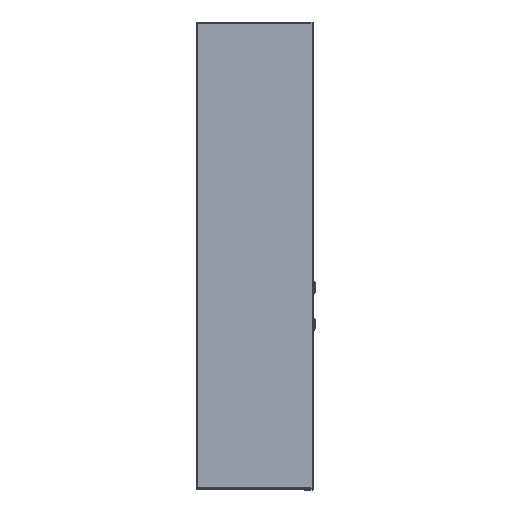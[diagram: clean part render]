
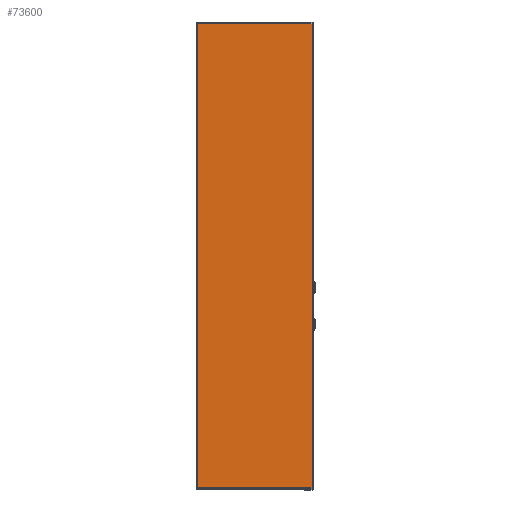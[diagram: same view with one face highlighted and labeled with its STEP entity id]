
A CAD part, top view. The second image highlights one B-rep face of the part: STEP entity #73600.
In plain terms, the highlighted face is planar.
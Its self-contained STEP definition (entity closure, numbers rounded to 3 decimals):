
#6581 = CARTESIAN_POINT ( 'NONE',  ( -4678.5, 0., 217.7 ) ) ;
#7383 = DIRECTION ( 'NONE',  ( 0., 0., -1. ) ) ;
#8114 = CARTESIAN_POINT ( 'NONE',  ( 0., 0., 220. ) ) ;
#9456 = VECTOR ( 'NONE', #39387, 1000. ) ;
#10850 = EDGE_CURVE ( 'NONE', #13211, #33748, #67918, .T. ) ;
#11457 = CARTESIAN_POINT ( 'NONE',  ( 874.4, 0., 2.3 ) ) ;
#13114 = VERTEX_POINT ( 'NONE', #38752 ) ;
#13211 = VERTEX_POINT ( 'NONE', #34264 ) ;
#15893 = ORIENTED_EDGE ( 'NONE', *, *, #16193, .T. ) ;
#16193 = EDGE_CURVE ( 'NONE', #49860, #33748, #27696, .T. ) ;
#16321 = VECTOR ( 'NONE', #62897, 1000. ) ;
#16562 = CARTESIAN_POINT ( 'NONE',  ( -4678.5, 0., 2.3 ) ) ;
#17447 = FACE_OUTER_BOUND ( 'NONE', #67473, .T. ) ;
#18196 = VERTEX_POINT ( 'NONE', #39116 ) ;
#22342 = DIRECTION ( 'NONE',  ( 0., 1., 0. ) ) ;
#23521 = CARTESIAN_POINT ( 'NONE',  ( -4678.5, 0., 217.7 ) ) ;
#25328 = ORIENTED_EDGE ( 'NONE', *, *, #64558, .T. ) ;
#25379 = LINE ( 'NONE', #8114, #47152 ) ;
#27696 = LINE ( 'NONE', #28424, #16321 ) ;
#28424 = CARTESIAN_POINT ( 'NONE',  ( 874.4, 0., 220. ) ) ;
#33748 = VERTEX_POINT ( 'NONE', #11457 ) ;
#34264 = CARTESIAN_POINT ( 'NONE',  ( 0., 0., 2.3 ) ) ;
#36524 = LINE ( 'NONE', #6581, #46512 ) ;
#38752 = CARTESIAN_POINT ( 'NONE',  ( 14., 0., 217.7 ) ) ;
#39116 = CARTESIAN_POINT ( 'NONE',  ( 0., 0., 217.7 ) ) ;
#39387 = DIRECTION ( 'NONE',  ( 1., 0., 0. ) ) ;
#40043 = ORIENTED_EDGE ( 'NONE', *, *, #50736, .T. ) ;
#40713 = DIRECTION ( 'NONE',  ( 1., 0., 0. ) ) ;
#41040 = DIRECTION ( 'NONE',  ( 1., 0., 0. ) ) ;
#43574 = ORIENTED_EDGE ( 'NONE', *, *, #71916, .F. ) ;
#45551 = PLANE ( 'NONE',  #47646 ) ;
#46512 = VECTOR ( 'NONE', #41040, 1000. ) ;
#47152 = VECTOR ( 'NONE', #7383, 1000. ) ;
#47646 = AXIS2_PLACEMENT_3D ( 'NONE', #51908, #22342, #68068 ) ;
#49860 = VERTEX_POINT ( 'NONE', #51524 ) ;
#50736 = EDGE_CURVE ( 'NONE', #18196, #13114, #69246, .T. ) ;
#51524 = CARTESIAN_POINT ( 'NONE',  ( 874.4, 0., 217.7 ) ) ;
#51908 = CARTESIAN_POINT ( 'NONE',  ( 0., 0., 220. ) ) ;
#53672 = ORIENTED_EDGE ( 'NONE', *, *, #10850, .F. ) ;
#62897 = DIRECTION ( 'NONE',  ( 0., 0., -1. ) ) ;
#63719 = VECTOR ( 'NONE', #40713, 1000. ) ;
#64558 = EDGE_CURVE ( 'NONE', #13114, #49860, #36524, .T. ) ;
#67473 = EDGE_LOOP ( 'NONE', ( #15893, #53672, #43574, #40043, #25328 ) ) ;
#67918 = LINE ( 'NONE', #16562, #9456 ) ;
#68068 = DIRECTION ( 'NONE',  ( 0., 0., 1. ) ) ;
#69246 = LINE ( 'NONE', #23521, #63719 ) ;
#71916 = EDGE_CURVE ( 'NONE', #18196, #13211, #25379, .T. ) ;
#73600 = ADVANCED_FACE ( 'NONE', ( #17447 ), #45551, .T. ) ;
